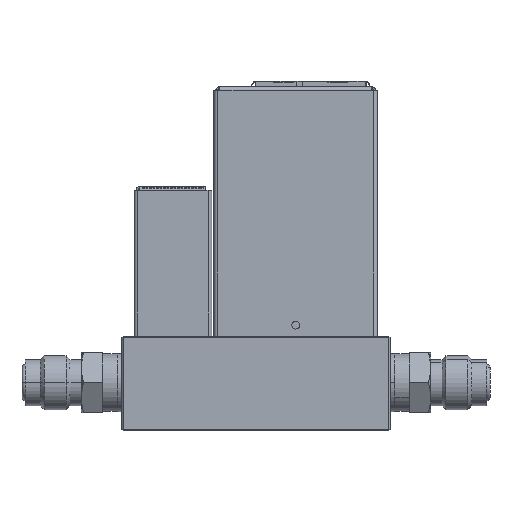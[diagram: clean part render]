
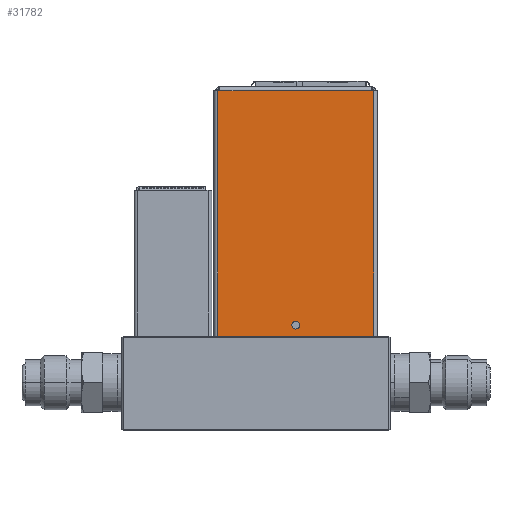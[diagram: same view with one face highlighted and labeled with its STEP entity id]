
A CAD part, top view. The second image highlights one B-rep face of the part: STEP entity #31782.
In plain terms, the highlighted planar face has unit normal (0, 0, 1).
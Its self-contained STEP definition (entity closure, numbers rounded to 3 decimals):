
#5280 = EDGE_CURVE ( 'NONE', #9707, #9709, #76251, .T. ) ;
#9707 = VERTEX_POINT ( 'NONE', #75368 ) ;
#9709 = VERTEX_POINT ( 'NONE', #75372 ) ;
#15748 = EDGE_CURVE ( 'NONE', #19757, #19759, #81627, .T. ) ;
#15753 = EDGE_CURVE ( 'NONE', #19771, #19773, #81658, .T. ) ;
#15757 = EDGE_CURVE ( 'NONE', #19768, #19759, #81668, .T. ) ;
#15759 = EDGE_CURVE ( 'NONE', #19768, #19773, #81711, .T. ) ;
#15762 = EDGE_CURVE ( 'NONE', #19771, #19775, #81695, .T. ) ;
#15766 = EDGE_CURVE ( 'NONE', #19775, #19757, #81753, .T. ) ;
#16785 = EDGE_CURVE ( 'NONE', #9709, #9707, #98583, .T. ) ;
#18531 = CARTESIAN_POINT ( 'NONE',  ( 52.54, 77.3, 12.5 ) ) ;
#18535 = CARTESIAN_POINT ( 'NONE',  ( 12.46, 77.3, 12.5 ) ) ;
#18553 = CARTESIAN_POINT ( 'NONE',  ( 11.85, 77.3, 12.5 ) ) ;
#18559 = CARTESIAN_POINT ( 'NONE',  ( 53.15, 12.3, 12.5 ) ) ;
#18563 = CARTESIAN_POINT ( 'NONE',  ( 11.85, 12.3, 12.5 ) ) ;
#18567 = CARTESIAN_POINT ( 'NONE',  ( 53.15, 77.3, 12.5 ) ) ;
#19757 = VERTEX_POINT ( 'NONE', #18531 ) ;
#19759 = VERTEX_POINT ( 'NONE', #18535 ) ;
#19768 = VERTEX_POINT ( 'NONE', #18553 ) ;
#19771 = VERTEX_POINT ( 'NONE', #18559 ) ;
#19773 = VERTEX_POINT ( 'NONE', #18563 ) ;
#19775 = VERTEX_POINT ( 'NONE', #18567 ) ;
#22384 = ORIENTED_EDGE ( 'NONE', *, *, #16785, .F. ) ;
#22386 = ORIENTED_EDGE ( 'NONE', *, *, #5280, .F. ) ;
#22388 = ORIENTED_EDGE ( 'NONE', *, *, #15757, .F. ) ;
#22390 = ORIENTED_EDGE ( 'NONE', *, *, #15759, .T. ) ;
#22392 = ORIENTED_EDGE ( 'NONE', *, *, #15753, .F. ) ;
#22394 = ORIENTED_EDGE ( 'NONE', *, *, #15762, .T. ) ;
#22396 = ORIENTED_EDGE ( 'NONE', *, *, #15766, .T. ) ;
#22398 = ORIENTED_EDGE ( 'NONE', *, *, #15748, .T. ) ;
#31782 = ADVANCED_FACE ( 'NONE', ( #46338, #46323 ), #46340, .T. ) ;
#41391 = AXIS2_PLACEMENT_3D ( 'NONE', #46349, #46350, #46351 ) ;
#42433 = CARTESIAN_POINT ( 'NONE',  ( 32.5, 15.2, 12.5 ) ) ;
#42434 = DIRECTION ( 'NONE',  ( 0., 0., 1. ) ) ;
#42435 = DIRECTION ( 'NONE',  ( 1., 0., 0. ) ) ;
#46323 = FACE_OUTER_BOUND ( 'NONE', #61267, .T. ) ;
#46338 = FACE_BOUND ( 'NONE', #61280, .T. ) ;
#46340 = PLANE ( 'NONE',  #41391 ) ;
#46349 = CARTESIAN_POINT ( 'NONE',  ( 52.64, 12.3, 12.5 ) ) ;
#46350 = DIRECTION ( 'NONE',  ( 0., 0., 1. ) ) ;
#46351 = DIRECTION ( 'NONE',  ( 1., 0., 0. ) ) ;
#61267 = EDGE_LOOP ( 'NONE', ( #22388, #22390, #22392, #22394, #22396, #22398 ) ) ;
#61280 = EDGE_LOOP ( 'NONE', ( #22384, #22386 ) ) ;
#72917 = VECTOR ( 'NONE', #81647, 1000. ) ;
#72919 = VECTOR ( 'NONE', #81733, 1000. ) ;
#72929 = VECTOR ( 'NONE', #81678, 1000. ) ;
#72938 = VECTOR ( 'NONE', #81703, 1000. ) ;
#72943 = VECTOR ( 'NONE', #81715, 1000. ) ;
#72958 = VECTOR ( 'NONE', #81757, 1000. ) ;
#75368 = CARTESIAN_POINT ( 'NONE',  ( 31.475, 15.2, 12.5 ) ) ;
#75372 = CARTESIAN_POINT ( 'NONE',  ( 33.525, 15.2, 12.5 ) ) ;
#76251 = CIRCLE ( 'NONE', #76254, 1.025 ) ;
#76254 = AXIS2_PLACEMENT_3D ( 'NONE', #42433, #42434, #42435 ) ;
#81614 = CARTESIAN_POINT ( 'NONE',  ( 52.64, 77.3, 12.5 ) ) ;
#81627 = LINE ( 'NONE', #81614, #72917 ) ;
#81647 = DIRECTION ( 'NONE',  ( -1., 0., 0. ) ) ;
#81658 = LINE ( 'NONE', #81661, #72929 ) ;
#81661 = CARTESIAN_POINT ( 'NONE',  ( 52.64, 12.3, 12.5 ) ) ;
#81668 = LINE ( 'NONE', #81670, #72938 ) ;
#81670 = CARTESIAN_POINT ( 'NONE',  ( 11.86, 77.3, 12.5 ) ) ;
#81678 = DIRECTION ( 'NONE',  ( -1., 0., 0. ) ) ;
#81695 = LINE ( 'NONE', #81729, #72919 ) ;
#81703 = DIRECTION ( 'NONE',  ( 1., 0., 0. ) ) ;
#81711 = LINE ( 'NONE', #81713, #72943 ) ;
#81713 = CARTESIAN_POINT ( 'NONE',  ( 11.85, 77.3, 12.5 ) ) ;
#81715 = DIRECTION ( 'NONE',  ( 0., -1., 0. ) ) ;
#81729 = CARTESIAN_POINT ( 'NONE',  ( 53.15, 12.3, 12.5 ) ) ;
#81733 = DIRECTION ( 'NONE',  ( 0., 1., 0. ) ) ;
#81753 = LINE ( 'NONE', #81756, #72958 ) ;
#81756 = CARTESIAN_POINT ( 'NONE',  ( 52.64, 77.3, 12.5 ) ) ;
#81757 = DIRECTION ( 'NONE',  ( -1., 0., 0. ) ) ;
#98583 = CIRCLE ( 'NONE', #98586, 1.025 ) ;
#98586 = AXIS2_PLACEMENT_3D ( 'NONE', #100672, #100673, #100674 ) ;
#100672 = CARTESIAN_POINT ( 'NONE',  ( 32.5, 15.2, 12.5 ) ) ;
#100673 = DIRECTION ( 'NONE',  ( 0., 0., 1. ) ) ;
#100674 = DIRECTION ( 'NONE',  ( 1., 0., 0. ) ) ;
